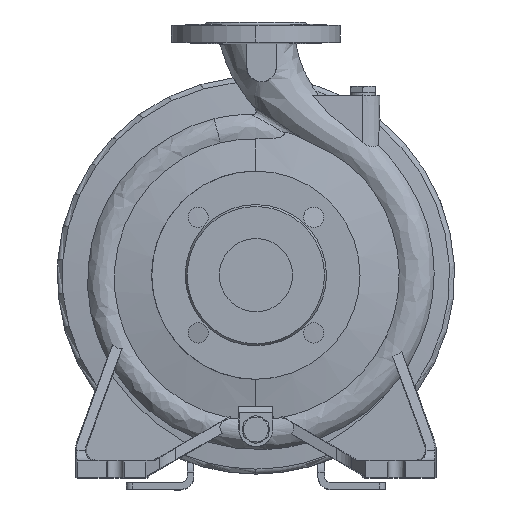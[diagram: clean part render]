
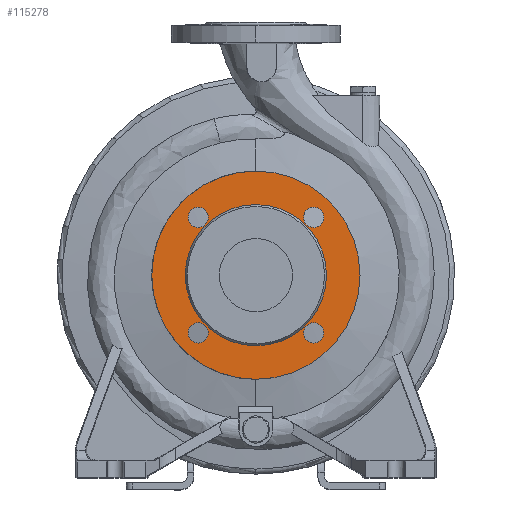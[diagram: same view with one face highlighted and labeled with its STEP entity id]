
A CAD part, top view. The second image highlights one B-rep face of the part: STEP entity #115278.
In plain terms, the highlighted planar face has unit normal (0, 0, 1).
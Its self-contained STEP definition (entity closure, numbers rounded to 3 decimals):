
#1453 = PLANE ( 'NONE',  #101149 ) ;
#2712 = DIRECTION ( 'NONE',  ( 0., 0., -1. ) ) ;
#3469 = VERTEX_POINT ( 'NONE', #23380 ) ;
#3833 = VERTEX_POINT ( 'NONE', #74398 ) ;
#4175 = EDGE_CURVE ( 'NONE', #40188, #94396, #102992, .T. ) ;
#4442 = EDGE_CURVE ( 'NONE', #57395, #26927, #93317, .T. ) ;
#5714 = DIRECTION ( 'NONE',  ( 0., -1., 0. ) ) ;
#6097 = CARTESIAN_POINT ( 'NONE',  ( -51.265, -60.266, 142. ) ) ;
#7098 = AXIS2_PLACEMENT_3D ( 'NONE', #59899, #41611, #5714 ) ;
#8782 = CIRCLE ( 'NONE', #34015, 92.5 ) ;
#9826 = DIRECTION ( 'NONE',  ( 0., 1., 0. ) ) ;
#9842 = VERTEX_POINT ( 'NONE', #101938 ) ;
#9937 = EDGE_CURVE ( 'NONE', #104826, #75780, #74393, .T. ) ;
#10388 = AXIS2_PLACEMENT_3D ( 'NONE', #120058, #73752, #9826 ) ;
#13355 = EDGE_CURVE ( 'NONE', #9842, #40088, #16667, .T. ) ;
#14042 = EDGE_CURVE ( 'NONE', #26927, #57395, #110119, .T. ) ;
#14296 = ORIENTED_EDGE ( 'NONE', *, *, #26109, .T. ) ;
#16667 = CIRCLE ( 'NONE', #92550, 9. ) ;
#23111 = CARTESIAN_POINT ( 'NONE',  ( 0., -92.5, 142. ) ) ;
#23380 = CARTESIAN_POINT ( 'NONE',  ( 0., 62.732, 142. ) ) ;
#25227 = DIRECTION ( 'NONE',  ( 0., -1., 0. ) ) ;
#26093 = CIRCLE ( 'NONE', #74772, 62.732 ) ;
#26109 = EDGE_CURVE ( 'NONE', #32328, #76796, #81525, .T. ) ;
#26502 = ORIENTED_EDGE ( 'NONE', *, *, #4442, .T. ) ;
#26927 = VERTEX_POINT ( 'NONE', #93813 ) ;
#29073 = EDGE_LOOP ( 'NONE', ( #74525, #43425 ) ) ;
#30750 = ORIENTED_EDGE ( 'NONE', *, *, #14042, .T. ) ;
#31209 = ORIENTED_EDGE ( 'NONE', *, *, #13355, .T. ) ;
#31555 = EDGE_LOOP ( 'NONE', ( #14296, #102601 ) ) ;
#32328 = VERTEX_POINT ( 'NONE', #6097 ) ;
#32911 = DIRECTION ( 'NONE',  ( 0., -1., 0. ) ) ;
#34015 = AXIS2_PLACEMENT_3D ( 'NONE', #46970, #55519, #75616 ) ;
#36735 = EDGE_CURVE ( 'NONE', #75780, #104826, #8782, .T. ) ;
#37677 = ORIENTED_EDGE ( 'NONE', *, *, #4175, .T. ) ;
#38103 = CIRCLE ( 'NONE', #49756, 9. ) ;
#38214 = EDGE_CURVE ( 'NONE', #76796, #32328, #38103, .T. ) ;
#38235 = CIRCLE ( 'NONE', #119997, 9. ) ;
#40088 = VERTEX_POINT ( 'NONE', #59422 ) ;
#40188 = VERTEX_POINT ( 'NONE', #42926 ) ;
#41611 = DIRECTION ( 'NONE',  ( 0., 0., -1. ) ) ;
#41889 = DIRECTION ( 'NONE',  ( 0., 0., -1. ) ) ;
#42035 = CARTESIAN_POINT ( 'NONE',  ( 51.265, 51.265, 142. ) ) ;
#42926 = CARTESIAN_POINT ( 'NONE',  ( 51.265, 42.265, 142. ) ) ;
#43257 = ORIENTED_EDGE ( 'NONE', *, *, #56025, .T. ) ;
#43425 = ORIENTED_EDGE ( 'NONE', *, *, #36735, .F. ) ;
#44419 = DIRECTION ( 'NONE',  ( 0., -1., 0. ) ) ;
#45860 = DIRECTION ( 'NONE',  ( 0., 0., -1. ) ) ;
#45964 = CARTESIAN_POINT ( 'NONE',  ( 51.265, 51.265, 142. ) ) ;
#46833 = DIRECTION ( 'NONE',  ( 0., -1., 0. ) ) ;
#46970 = CARTESIAN_POINT ( 'NONE',  ( 0., 0., 142. ) ) ;
#47271 = EDGE_CURVE ( 'NONE', #3833, #3469, #26093, .T. ) ;
#49756 = AXIS2_PLACEMENT_3D ( 'NONE', #58096, #67246, #112967 ) ;
#50132 = EDGE_LOOP ( 'NONE', ( #58832, #72616 ) ) ;
#55519 = DIRECTION ( 'NONE',  ( 0., 0., -1. ) ) ;
#56025 = EDGE_CURVE ( 'NONE', #40088, #9842, #38235, .T. ) ;
#56864 = DIRECTION ( 'NONE',  ( 0., -1., 0. ) ) ;
#56929 = CIRCLE ( 'NONE', #10388, 62.732 ) ;
#57395 = VERTEX_POINT ( 'NONE', #71417 ) ;
#58096 = CARTESIAN_POINT ( 'NONE',  ( -51.265, -51.266, 142. ) ) ;
#58832 = ORIENTED_EDGE ( 'NONE', *, *, #120463, .F. ) ;
#59422 = CARTESIAN_POINT ( 'NONE',  ( -51.265, 60.265, 142. ) ) ;
#59810 = CARTESIAN_POINT ( 'NONE',  ( 0., 0., 142. ) ) ;
#59899 = CARTESIAN_POINT ( 'NONE',  ( 51.265, -51.266, 142. ) ) ;
#61508 = CARTESIAN_POINT ( 'NONE',  ( -51.265, 51.265, 142. ) ) ;
#65989 = AXIS2_PLACEMENT_3D ( 'NONE', #86427, #41889, #89991 ) ;
#66572 = FACE_BOUND ( 'NONE', #31555, .T. ) ;
#67246 = DIRECTION ( 'NONE',  ( 0., 0., -1. ) ) ;
#67894 = AXIS2_PLACEMENT_3D ( 'NONE', #103213, #2712, #56864 ) ;
#69177 = ORIENTED_EDGE ( 'NONE', *, *, #84236, .T. ) ;
#71223 = DIRECTION ( 'NONE',  ( 0., 0., -1. ) ) ;
#71417 = CARTESIAN_POINT ( 'NONE',  ( 51.265, -60.266, 142. ) ) ;
#71573 = DIRECTION ( 'NONE',  ( 0., -1., 0. ) ) ;
#72175 = CARTESIAN_POINT ( 'NONE',  ( 0., 92.5, 142. ) ) ;
#72616 = ORIENTED_EDGE ( 'NONE', *, *, #47271, .F. ) ;
#73069 = DIRECTION ( 'NONE',  ( 0., 0., -1. ) ) ;
#73752 = DIRECTION ( 'NONE',  ( 0., 0., 1. ) ) ;
#74393 = CIRCLE ( 'NONE', #99692, 92.5 ) ;
#74398 = CARTESIAN_POINT ( 'NONE',  ( 0., -62.732, 142. ) ) ;
#74408 = CARTESIAN_POINT ( 'NONE',  ( 51.265, 60.265, 142. ) ) ;
#74525 = ORIENTED_EDGE ( 'NONE', *, *, #9937, .F. ) ;
#74772 = AXIS2_PLACEMENT_3D ( 'NONE', #59810, #87273, #106143 ) ;
#75105 = CARTESIAN_POINT ( 'NONE',  ( 185., -185., 142. ) ) ;
#75616 = DIRECTION ( 'NONE',  ( 0., -1., 0. ) ) ;
#75780 = VERTEX_POINT ( 'NONE', #72175 ) ;
#76796 = VERTEX_POINT ( 'NONE', #80877 ) ;
#77535 = FACE_OUTER_BOUND ( 'NONE', #29073, .T. ) ;
#77747 = AXIS2_PLACEMENT_3D ( 'NONE', #42035, #71223, #32911 ) ;
#80877 = CARTESIAN_POINT ( 'NONE',  ( -51.265, -42.266, 142. ) ) ;
#81525 = CIRCLE ( 'NONE', #67894, 9. ) ;
#83590 = EDGE_LOOP ( 'NONE', ( #26502, #30750 ) ) ;
#84236 = EDGE_CURVE ( 'NONE', #94396, #40188, #85326, .T. ) ;
#85326 = CIRCLE ( 'NONE', #87263, 9. ) ;
#85480 = FACE_BOUND ( 'NONE', #83590, .T. ) ;
#86080 = DIRECTION ( 'NONE',  ( 0., 0., -1. ) ) ;
#86427 = CARTESIAN_POINT ( 'NONE',  ( 51.265, -51.266, 142. ) ) ;
#87263 = AXIS2_PLACEMENT_3D ( 'NONE', #45964, #91088, #71573 ) ;
#87273 = DIRECTION ( 'NONE',  ( 0., 0., 1. ) ) ;
#87326 = EDGE_LOOP ( 'NONE', ( #37677, #69177 ) ) ;
#89433 = EDGE_LOOP ( 'NONE', ( #31209, #43257 ) ) ;
#89991 = DIRECTION ( 'NONE',  ( 0., -1., 0. ) ) ;
#91088 = DIRECTION ( 'NONE',  ( 0., 0., -1. ) ) ;
#92550 = AXIS2_PLACEMENT_3D ( 'NONE', #61508, #73069, #44419 ) ;
#93317 = CIRCLE ( 'NONE', #65989, 9. ) ;
#93419 = FACE_BOUND ( 'NONE', #50132, .T. ) ;
#93813 = CARTESIAN_POINT ( 'NONE',  ( 51.265, -42.266, 142. ) ) ;
#94396 = VERTEX_POINT ( 'NONE', #74408 ) ;
#94625 = FACE_BOUND ( 'NONE', #87326, .T. ) ;
#99692 = AXIS2_PLACEMENT_3D ( 'NONE', #108676, #45860, #25227 ) ;
#101149 = AXIS2_PLACEMENT_3D ( 'NONE', #75105, #86080, #104365 ) ;
#101938 = CARTESIAN_POINT ( 'NONE',  ( -51.265, 42.265, 142. ) ) ;
#102601 = ORIENTED_EDGE ( 'NONE', *, *, #38214, .T. ) ;
#102992 = CIRCLE ( 'NONE', #77747, 9. ) ;
#103213 = CARTESIAN_POINT ( 'NONE',  ( -51.265, -51.266, 142. ) ) ;
#104365 = DIRECTION ( 'NONE',  ( 0., 1., 0. ) ) ;
#104826 = VERTEX_POINT ( 'NONE', #23111 ) ;
#106143 = DIRECTION ( 'NONE',  ( 0., 1., 0. ) ) ;
#108676 = CARTESIAN_POINT ( 'NONE',  ( 0., 0., 142. ) ) ;
#110119 = CIRCLE ( 'NONE', #7098, 9. ) ;
#110867 = CARTESIAN_POINT ( 'NONE',  ( -51.265, 51.265, 142. ) ) ;
#112967 = DIRECTION ( 'NONE',  ( 0., -1., 0. ) ) ;
#114718 = FACE_BOUND ( 'NONE', #89433, .T. ) ;
#115278 = ADVANCED_FACE ( 'NONE', ( #114718, #66572, #85480, #94625, #93419, #77535 ), #1453, .F. ) ;
#119383 = DIRECTION ( 'NONE',  ( 0., 0., -1. ) ) ;
#119997 = AXIS2_PLACEMENT_3D ( 'NONE', #110867, #119383, #46833 ) ;
#120058 = CARTESIAN_POINT ( 'NONE',  ( 0., 0., 142. ) ) ;
#120463 = EDGE_CURVE ( 'NONE', #3469, #3833, #56929, .T. ) ;
